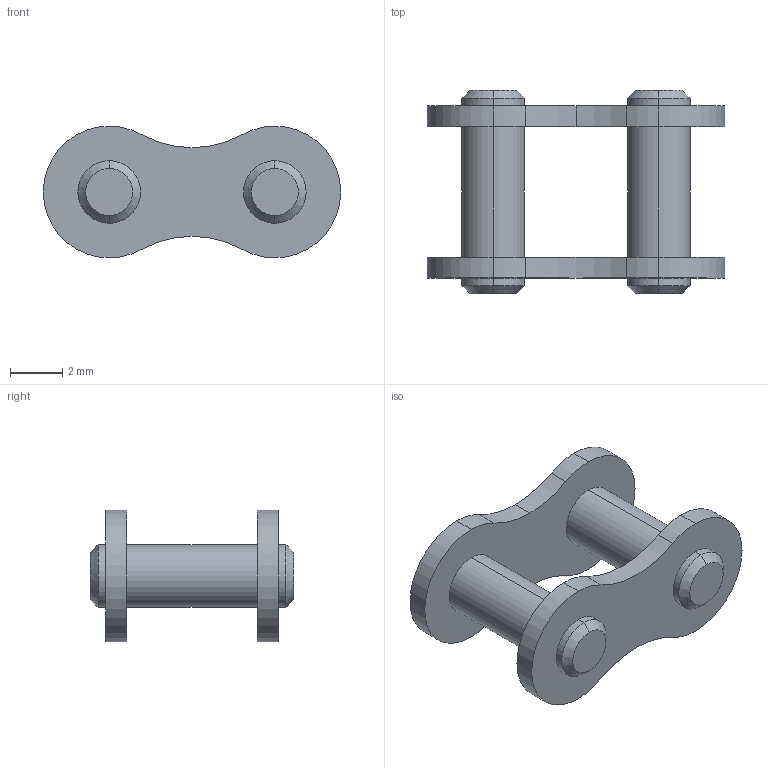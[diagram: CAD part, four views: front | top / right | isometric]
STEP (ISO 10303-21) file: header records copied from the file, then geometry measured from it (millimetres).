
FILE_DESCRIPTION (( 'STEP AP214' ), '1' );
FILE_NAME ('25-1X480-2.STEP', '2025-09-11T13:12:57', ( '' ), ( '' ), 'SwSTEP 2.0', 'SolidWorks 2025', '' );
FILE_SCHEMA (( 'AUTOMOTIVE_DESIGN' ));
Length unit declared in the file: millimetre
Products named in the file (1): 25-1X480-2
Bounding box: 11.4 x 7.8 x 5.05 mm (x, y, z)
Volume: 129.2 mm3; surface area: 302 mm2
Topology: 1 solids, 1 shells, 46 faces, 106 edges, 68 vertices
Faces by surface type: cylinder 30, cone 8, plane 8
Entity records: 1625 total; most frequent: DIRECTION 268, CARTESIAN_POINT 221, ORIENTED_EDGE 212, AXIS2_PLACEMENT_3D 115, EDGE_CURVE 106, CIRCLE 68, VERTEX_POINT 68, EDGE_LOOP 54
